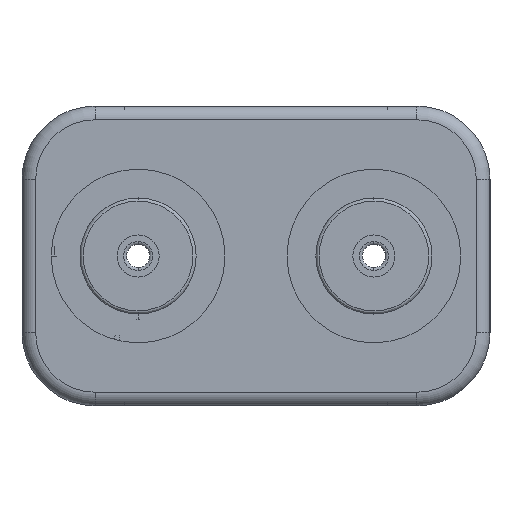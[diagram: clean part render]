
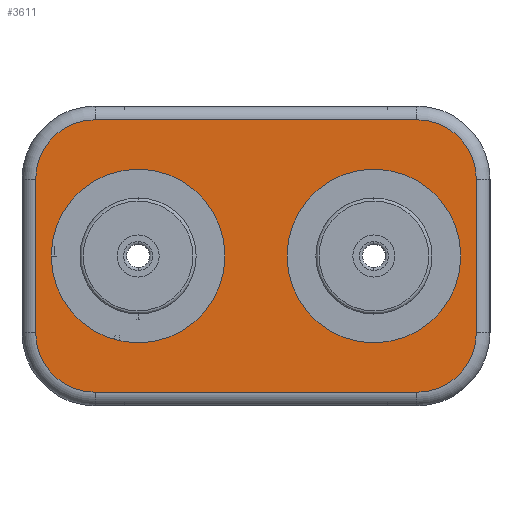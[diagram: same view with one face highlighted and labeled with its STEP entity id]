
A CAD part, left-side view. The second image highlights one B-rep face of the part: STEP entity #3611.
In plain terms, the highlighted planar face has unit normal (-1, 0, 0).
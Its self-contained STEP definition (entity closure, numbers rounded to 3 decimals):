
#154 = DIRECTION ( 'NONE',  ( 0., -1., 0. ) ) ;
#221 = FACE_OUTER_BOUND ( 'NONE', #16185, .T. ) ;
#600 = ORIENTED_EDGE ( 'NONE', *, *, #14137, .T. ) ;
#747 = DIRECTION ( 'NONE',  ( 0., 0., 1. ) ) ;
#801 = EDGE_CURVE ( 'NONE', #16466, #19198, #9757, .T. ) ;
#812 = FACE_BOUND ( 'NONE', #1220, .T. ) ;
#834 = EDGE_CURVE ( 'NONE', #17952, #4848, #12448, .T. ) ;
#890 = LINE ( 'NONE', #6097, #22542 ) ;
#1134 = VERTEX_POINT ( 'NONE', #9882 ) ;
#1146 = ORIENTED_EDGE ( 'NONE', *, *, #17903, .T. ) ;
#1220 = EDGE_LOOP ( 'NONE', ( #600, #10088 ) ) ;
#1380 = VECTOR ( 'NONE', #16452, 1000. ) ;
#1393 = CARTESIAN_POINT ( 'NONE',  ( -54.5, 12.05, 0. ) ) ;
#1480 = DIRECTION ( 'NONE',  ( 0., 1., 0. ) ) ;
#1744 = EDGE_CURVE ( 'NONE', #5145, #1134, #890, .T. ) ;
#1899 = CARTESIAN_POINT ( 'NONE',  ( -54.5, 12.8, -7.45 ) ) ;
#1922 = DIRECTION ( 'NONE',  ( -1., 0., 0. ) ) ;
#2106 = DIRECTION ( 'NONE',  ( -1., 0., 0. ) ) ;
#2398 = DIRECTION ( 'NONE',  ( 0., 0., 1. ) ) ;
#2981 = VERTEX_POINT ( 'NONE', #5046 ) ;
#3026 = CARTESIAN_POINT ( 'NONE',  ( -54.5, 6.45, 0. ) ) ;
#3280 = EDGE_CURVE ( 'NONE', #4848, #14967, #3508, .T. ) ;
#3295 = AXIS2_PLACEMENT_3D ( 'NONE', #24091, #10621, #5014 ) ;
#3508 = LINE ( 'NONE', #1899, #12826 ) ;
#3611 = ADVANCED_FACE ( 'NONE', ( #221, #812, #14926 ), #23758, .T. ) ;
#3863 = EDGE_CURVE ( 'NONE', #16566, #6810, #23931, .T. ) ;
#3924 = CARTESIAN_POINT ( 'NONE',  ( -54.5, 8.8, 4.2 ) ) ;
#3943 = ORIENTED_EDGE ( 'NONE', *, *, #3863, .T. ) ;
#4274 = VERTEX_POINT ( 'NONE', #22237 ) ;
#4290 = CARTESIAN_POINT ( 'NONE',  ( -54.5, 8.8, -4.2 ) ) ;
#4399 = EDGE_CURVE ( 'NONE', #12481, #4274, #7087, .T. ) ;
#4848 = VERTEX_POINT ( 'NONE', #9098 ) ;
#4913 = CIRCLE ( 'NONE', #24580, 3.25 ) ;
#5014 = DIRECTION ( 'NONE',  ( 0., 0., 1. ) ) ;
#5046 = CARTESIAN_POINT ( 'NONE',  ( -54.5, 12.05, 4.2 ) ) ;
#5145 = VERTEX_POINT ( 'NONE', #22037 ) ;
#5614 = ORIENTED_EDGE ( 'NONE', *, *, #834, .T. ) ;
#5754 = ORIENTED_EDGE ( 'NONE', *, *, #22376, .T. ) ;
#6097 = CARTESIAN_POINT ( 'NONE',  ( -54.5, -12.05, 0. ) ) ;
#6275 = DIRECTION ( 'NONE',  ( -1., 0., 0. ) ) ;
#6810 = VERTEX_POINT ( 'NONE', #22821 ) ;
#7087 = CIRCLE ( 'NONE', #7517, 4.75 ) ;
#7517 = AXIS2_PLACEMENT_3D ( 'NONE', #3026, #8756, #16479 ) ;
#7761 = EDGE_CURVE ( 'NONE', #2981, #17952, #16716, .T. ) ;
#7988 = DIRECTION ( 'NONE',  ( -1., 0., 0. ) ) ;
#8530 = DIRECTION ( 'NONE',  ( 0., 0., 1. ) ) ;
#8756 = DIRECTION ( 'NONE',  ( 1., 0., 0. ) ) ;
#8770 = CARTESIAN_POINT ( 'NONE',  ( -54.5, -8.8, 7.45 ) ) ;
#9098 = CARTESIAN_POINT ( 'NONE',  ( -54.5, 8.8, -7.45 ) ) ;
#9545 = CIRCLE ( 'NONE', #3295, 4.75 ) ;
#9647 = DIRECTION ( 'NONE',  ( 0., 0., 1. ) ) ;
#9757 = CIRCLE ( 'NONE', #23524, 4.75 ) ;
#9803 = CARTESIAN_POINT ( 'NONE',  ( -54.5, 12.05, -4.2 ) ) ;
#9882 = CARTESIAN_POINT ( 'NONE',  ( -54.5, -12.05, 4.2 ) ) ;
#10088 = ORIENTED_EDGE ( 'NONE', *, *, #4399, .T. ) ;
#10588 = CARTESIAN_POINT ( 'NONE',  ( -54.5, 6.45, -4.75 ) ) ;
#10621 = DIRECTION ( 'NONE',  ( 1., 0., 0. ) ) ;
#11016 = CARTESIAN_POINT ( 'NONE',  ( -54.5, -6.45, 4.75 ) ) ;
#11352 = ORIENTED_EDGE ( 'NONE', *, *, #3280, .T. ) ;
#11402 = CARTESIAN_POINT ( 'NONE',  ( -54.5, -6.45, 0. ) ) ;
#11457 = AXIS2_PLACEMENT_3D ( 'NONE', #19752, #13925, #747 ) ;
#11894 = AXIS2_PLACEMENT_3D ( 'NONE', #4290, #2106, #15717 ) ;
#12448 = CIRCLE ( 'NONE', #11894, 3.25 ) ;
#12481 = VERTEX_POINT ( 'NONE', #10588 ) ;
#12608 = CARTESIAN_POINT ( 'NONE',  ( -54.5, -6.45, -4.75 ) ) ;
#12826 = VECTOR ( 'NONE', #154, 1000. ) ;
#13001 = AXIS2_PLACEMENT_3D ( 'NONE', #13924, #21772, #23344 ) ;
#13287 = ORIENTED_EDGE ( 'NONE', *, *, #21407, .F. ) ;
#13474 = DIRECTION ( 'NONE',  ( -1., 0., 0. ) ) ;
#13669 = CARTESIAN_POINT ( 'NONE',  ( -54.5, -8.8, -4.2 ) ) ;
#13924 = CARTESIAN_POINT ( 'NONE',  ( -54.5, -8.8, 4.2 ) ) ;
#13925 = DIRECTION ( 'NONE',  ( -1., 0., 0. ) ) ;
#14137 = EDGE_CURVE ( 'NONE', #4274, #12481, #9545, .T. ) ;
#14926 = FACE_BOUND ( 'NONE', #19181, .T. ) ;
#14967 = VERTEX_POINT ( 'NONE', #21560 ) ;
#15079 = AXIS2_PLACEMENT_3D ( 'NONE', #3924, #13474, #15429 ) ;
#15341 = ORIENTED_EDGE ( 'NONE', *, *, #7761, .T. ) ;
#15398 = EDGE_CURVE ( 'NONE', #6810, #2981, #21856, .T. ) ;
#15429 = DIRECTION ( 'NONE',  ( 0., 0., 1. ) ) ;
#15602 = ORIENTED_EDGE ( 'NONE', *, *, #15398, .T. ) ;
#15717 = DIRECTION ( 'NONE',  ( 0., 0., 1. ) ) ;
#16185 = EDGE_LOOP ( 'NONE', ( #5754, #3943, #15602, #15341, #5614, #11352, #1146, #20992 ) ) ;
#16452 = DIRECTION ( 'NONE',  ( 0., 0., -1. ) ) ;
#16466 = VERTEX_POINT ( 'NONE', #12608 ) ;
#16479 = DIRECTION ( 'NONE',  ( 0., 0., 1. ) ) ;
#16566 = VERTEX_POINT ( 'NONE', #8770 ) ;
#16716 = LINE ( 'NONE', #1393, #1380 ) ;
#17150 = DIRECTION ( 'NONE',  ( 0., 0., 1. ) ) ;
#17903 = EDGE_CURVE ( 'NONE', #14967, #5145, #4913, .T. ) ;
#17952 = VERTEX_POINT ( 'NONE', #9803 ) ;
#18571 = CARTESIAN_POINT ( 'NONE',  ( -54.5, 8.8, 7.45 ) ) ;
#19181 = EDGE_LOOP ( 'NONE', ( #24034, #13287 ) ) ;
#19198 = VERTEX_POINT ( 'NONE', #11016 ) ;
#19480 = CIRCLE ( 'NONE', #20704, 4.75 ) ;
#19752 = CARTESIAN_POINT ( 'NONE',  ( -54.5, 12.8, 0. ) ) ;
#20704 = AXIS2_PLACEMENT_3D ( 'NONE', #21915, #6275, #8530 ) ;
#20992 = ORIENTED_EDGE ( 'NONE', *, *, #1744, .T. ) ;
#21407 = EDGE_CURVE ( 'NONE', #19198, #16466, #19480, .T. ) ;
#21549 = CIRCLE ( 'NONE', #13001, 3.25 ) ;
#21560 = CARTESIAN_POINT ( 'NONE',  ( -54.5, -8.8, -7.45 ) ) ;
#21772 = DIRECTION ( 'NONE',  ( -1., 0., 0. ) ) ;
#21856 = CIRCLE ( 'NONE', #15079, 3.25 ) ;
#21915 = CARTESIAN_POINT ( 'NONE',  ( -54.5, -6.45, 0. ) ) ;
#22037 = CARTESIAN_POINT ( 'NONE',  ( -54.5, -12.05, -4.2 ) ) ;
#22237 = CARTESIAN_POINT ( 'NONE',  ( -54.5, 6.45, 4.75 ) ) ;
#22376 = EDGE_CURVE ( 'NONE', #1134, #16566, #21549, .T. ) ;
#22542 = VECTOR ( 'NONE', #2398, 1000. ) ;
#22821 = CARTESIAN_POINT ( 'NONE',  ( -54.5, 8.8, 7.45 ) ) ;
#23344 = DIRECTION ( 'NONE',  ( 0., 0., 1. ) ) ;
#23524 = AXIS2_PLACEMENT_3D ( 'NONE', #11402, #1922, #17150 ) ;
#23758 = PLANE ( 'NONE',  #11457 ) ;
#23931 = LINE ( 'NONE', #18571, #24519 ) ;
#24034 = ORIENTED_EDGE ( 'NONE', *, *, #801, .F. ) ;
#24091 = CARTESIAN_POINT ( 'NONE',  ( -54.5, 6.45, 0. ) ) ;
#24519 = VECTOR ( 'NONE', #1480, 1000. ) ;
#24580 = AXIS2_PLACEMENT_3D ( 'NONE', #13669, #7988, #9647 ) ;
